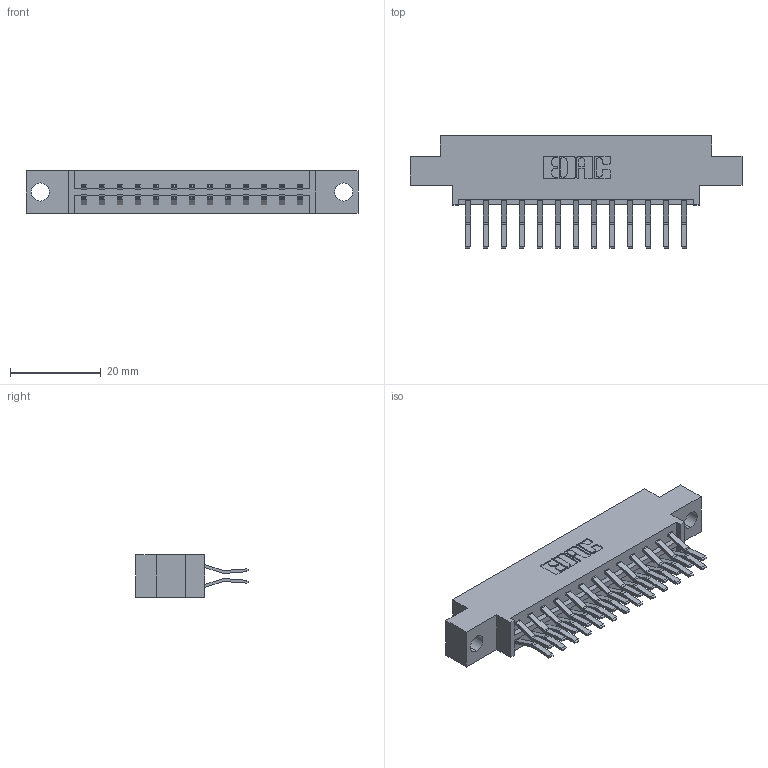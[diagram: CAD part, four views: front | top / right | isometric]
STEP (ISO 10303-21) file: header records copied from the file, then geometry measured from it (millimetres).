
FILE_DESCRIPTION (( 'STEP AP203' ), '1' );
FILE_NAME ('833-026-560-804.STEP', '2020-06-02T06:02:19', ( '' ), ( '' ), 'SwSTEP 2.0', 'SolidWorks 2020', '' );
FILE_SCHEMA (( 'CONFIG_CONTROL_DESIGN' ));
Length unit declared in the file: inch
Products named in the file (3): 833 Part_Offset - .156 Dia - TH; 345-292-001_560 Tail; 833-026-560-804
Assembly tree (27 placements, depth 2):
  833-026-560-804
    833 Part_Offset - .156 Dia - TH
    345-292-001_560 Tail  x26
Bounding box: 73.05 x 24.78 x 9.4 mm (x, y, z)
Volume: 7041.6 mm3; surface area: 8519.7 mm2
Topology: 27 solids, 27 shells, 1522 faces, 4509 edges, 2970 vertices
Faces by surface type: plane 1010, cylinder 512
Entity records: 12337 total; most frequent: CARTESIAN_POINT 2082, ORIENTED_EDGE 2018, DIRECTION 1833, EDGE_CURVE 1009, VECTOR 877, LINE 877, VERTEX_POINT 670, AXIS2_PLACEMENT_3D 478
